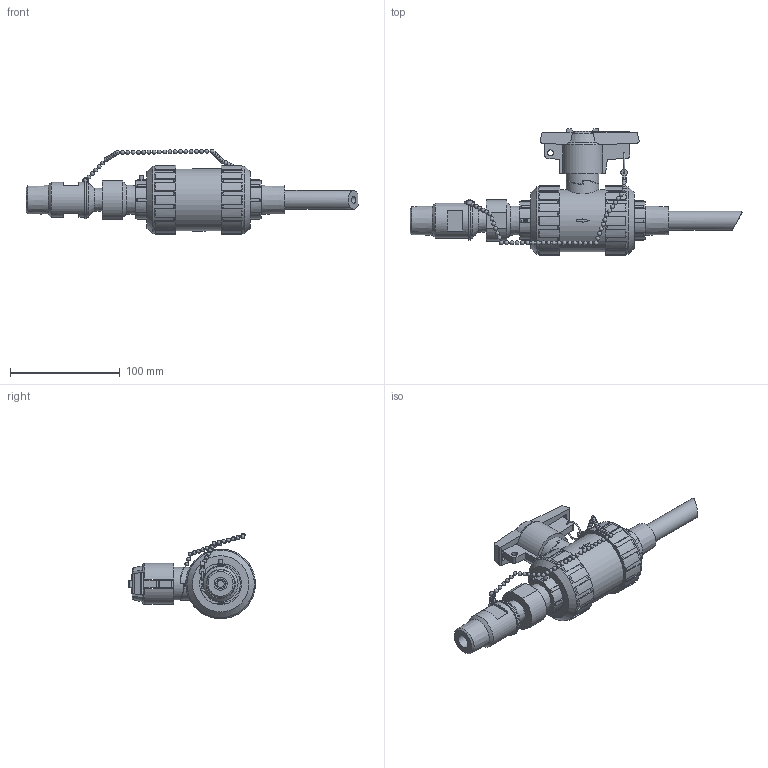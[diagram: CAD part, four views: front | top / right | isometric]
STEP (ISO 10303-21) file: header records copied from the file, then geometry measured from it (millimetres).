
FILE_DESCRIPTION((''),'2;1');
FILE_NAME('CCS-76-PVDF-25_R0.stp','2017-08-01T11:39:13',('salesdesk5'),(''),'Autodesk Inventor 2009','Autodesk Inventor 2009','');
FILE_SCHEMA(('AUTOMOTIVE_DESIGN { 1 0 10303 214 1 1 1 1 }'));
Length unit declared in the file: inch
Products named in the file (1): CCS-76-PVDF-25_R0
Bounding box: 302.82 x 115.65 x 77.78 mm (x, y, z)
Volume: 427175.9 mm3; surface area: 77547.5 mm2
Topology: 1 solids, 4 shells, 599 faces, 1597 edges, 1029 vertices
Faces by surface type: plane 293, cone 108, cylinder 77, bspline 62, sphere 49, torus 10
Full cylindrical faces by diameter (mm): 2.5 x1, 3.81 x1, 5.5 x1, 6.35 x2, 11.906 x1, 14.173 x1, 14.224 x1, 17.145 x1, 28.956 x1, 29.98 x1, 30 x1, 31.75 x2, 34.544 x2, 37.338 x2, 45.745 x2, 54.864 x2, 56.7 x1, 61.519 x2, 63.5 x2
Entity records: 19824 total; most frequent: CARTESIAN_POINT 5376, DIRECTION 2919, ORIENTED_EDGE 2810, EDGE_CURVE 1405, AXIS2_PLACEMENT_3D 1066, VERTEX_POINT 988, EDGE_LOOP 795, VECTOR 787
